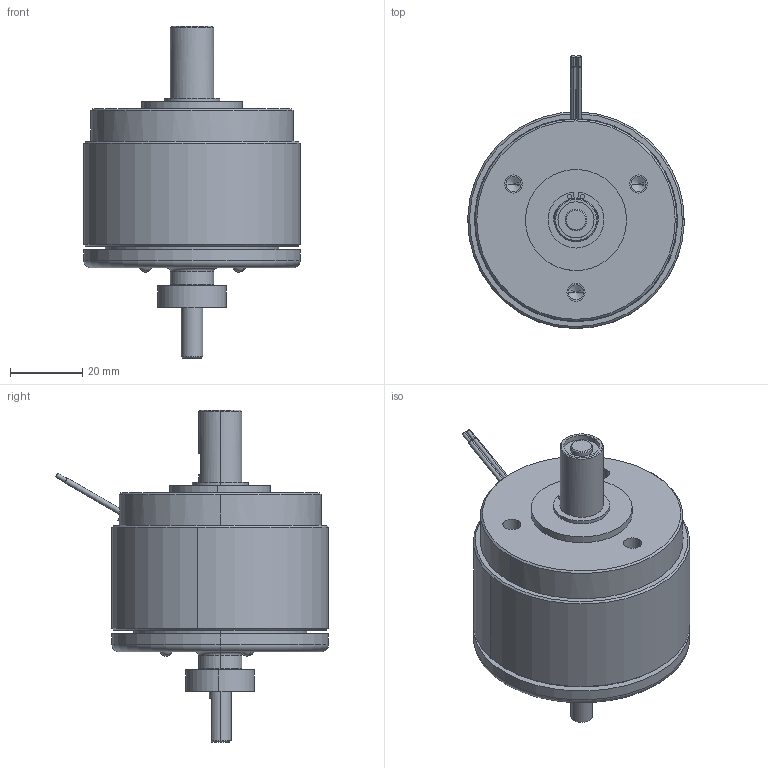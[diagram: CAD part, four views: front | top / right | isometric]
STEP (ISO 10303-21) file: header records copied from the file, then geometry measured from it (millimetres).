
FILE_DESCRIPTION (( 'STEP AP203' ), '1' );
FILE_NAME ('HC1.2.STEP', '2018-12-25T00:37:28', ( 'test' ), ( 'Microsoft' ), 'SwSTEP 2.0', 'SolidWorks 2018', '' );
FILE_SCHEMA (( 'CONFIG_CONTROL_DESIGN' ));
Length unit declared in the file: millimetre
Products named in the file (1): HC1.2
Bounding box: 60 x 75.62 x 92 mm (x, y, z)
Volume: 120714.1 mm3; surface area: 41325.8 mm2
Topology: 1 solids, 2 shells, 218 faces, 520 edges, 336 vertices
Faces by surface type: cylinder 104, plane 59, cone 29, bspline 16, sphere 6, torus 4
Entity records: 6766 total; most frequent: CARTESIAN_POINT 1597, DIRECTION 1099, ORIENTED_EDGE 1028, EDGE_CURVE 514, AXIS2_PLACEMENT_3D 448, VERTEX_POINT 336, EDGE_LOOP 254, CIRCLE 245
